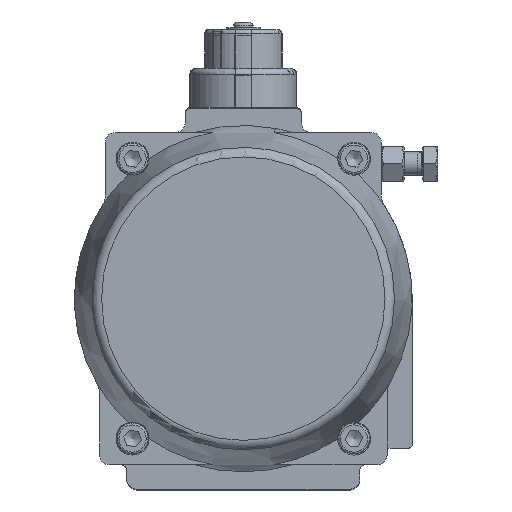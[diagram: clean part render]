
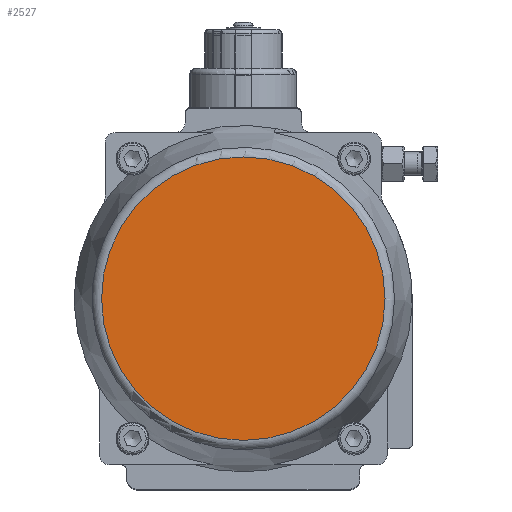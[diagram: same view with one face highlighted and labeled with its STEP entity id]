
A CAD part, front view. The second image highlights one B-rep face of the part: STEP entity #2527.
In plain terms, the highlighted planar face has unit normal (0, -1, 0).
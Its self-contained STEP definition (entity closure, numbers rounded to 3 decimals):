
#1114=FACE_OUTER_BOUND('',#5345,.T.);
#1618=PLANE('',#17692);
#2527=ADVANCED_FACE('',(#1114),#1618,.T.);
#3766=CIRCLE('',#17691,72.956);
#5345=EDGE_LOOP('',(#10320));
#10320=ORIENTED_EDGE('',*,*,#15269,.T.);
#13396=VERTEX_POINT('',#28560);
#15269=EDGE_CURVE('',#13396,#13396,#3766,.T.);
#17691=AXIS2_PLACEMENT_3D('',#28559,#20733,#20734);
#17692=AXIS2_PLACEMENT_3D('',#28561,#20735,#20736);
#20733=DIRECTION('',(0.,-1.,0.));
#20734=DIRECTION('',(0.,0.,-1.));
#20735=DIRECTION('',(0.,-1.,0.));
#20736=DIRECTION('',(0.,0.,-1.));
#28559=CARTESIAN_POINT('',(0.,-64.8,0.));
#28560=CARTESIAN_POINT('',(0.,-64.8,-72.956));
#28561=CARTESIAN_POINT('',(0.,-64.8,0.));
